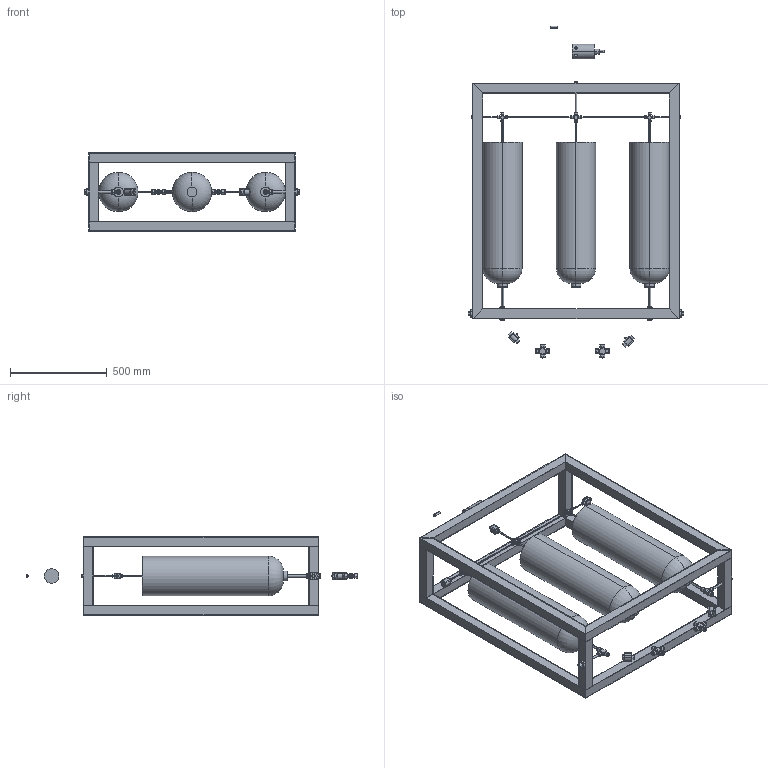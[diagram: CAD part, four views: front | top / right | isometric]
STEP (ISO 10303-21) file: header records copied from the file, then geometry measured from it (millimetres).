
FILE_DESCRIPTION (( 'STEP AP214' ), '1' );
FILE_NAME ('20240808_Draft.STEP', '2024-08-08T23:36:14', ( '' ), ( '' ), 'SwSTEP 2.0', 'SolidWorks 2022', '' );
FILE_SCHEMA (( 'AUTOMOTIVE_DESIGN' ));
Length unit declared in the file: inch
Products named in the file (18): 20240808_Draft; N2 System Tank Inlet Tube; N2 System Tank Vent Tube; 1_4 in Ball Valve Standin; 1_2 in Cross SS-810-4.stp; N2 System Tank Cross Tube; Tank to Fill T Tube; N2 System Reg Post Valve Tube; Reg Standin; frame corner member; horizontal outer frame member; 1_4 in Cross SS-400-4.stp; Fill Tube; 1_2 in Tee SS-810-3.stp; vertical outer frame member; Filter Standin; 1_2 in Ball Valve Standin; Tank Standin
Assembly tree (44 placements, depth 2):
  20240808_Draft
    Tank Standin  x3
    Reg Standin
    1_4 in Ball Valve Standin  x3
    1_4 in Cross SS-400-4.stp  x3
    Filter Standin
    1_2 in Tee SS-810-3.stp  x2
    1_2 in Ball Valve Standin  x4
    1_2 in Cross SS-810-4.stp  x2
    N2 System Tank Cross Tube  x2
    N2 System Tank Inlet Tube  x4
    N2 System Tank Vent Tube  x2
    N2 System Reg Post Valve Tube
    Tank to Fill T Tube  x2
    Fill Tube  x2
    horizontal outer frame member  x4
    vertical outer frame member  x4
    frame corner member  x4
Bounding box: 1113.03 x 1718.67 x 406.4 mm (x, y, z)
Volume: 74660967.5 mm3; surface area: 5715685.6 mm2
Topology: 44 solids, 44 shells, 1636 faces, 3743 edges, 2289 vertices
Faces by surface type: plane 721, cone 468, cylinder 441, torus 6
Entity records: 19025 total; most frequent: CARTESIAN_POINT 4177, DIRECTION 2993, ORIENTED_EDGE 2882, EDGE_CURVE 1441, AXIS2_PLACEMENT_3D 1171, VERTEX_POINT 873, EDGE_LOOP 718, LINE 651
